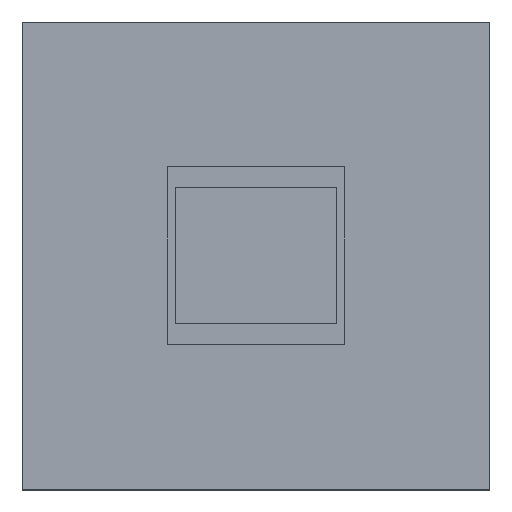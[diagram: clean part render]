
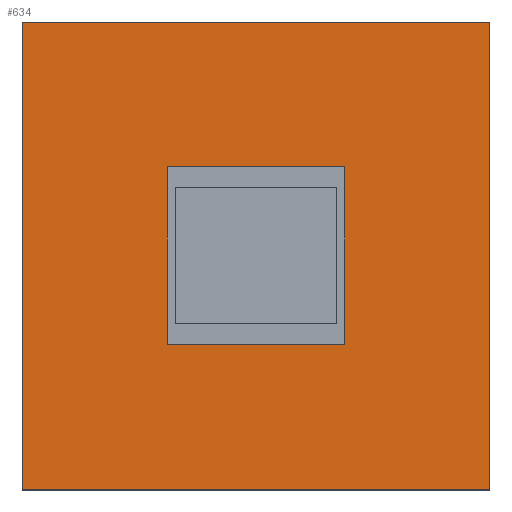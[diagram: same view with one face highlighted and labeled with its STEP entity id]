
A CAD part, top view. The second image highlights one B-rep face of the part: STEP entity #634.
In plain terms, the highlighted planar face has unit normal (0, 0, 1).
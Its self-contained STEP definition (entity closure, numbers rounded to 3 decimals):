
#1 = CARTESIAN_POINT ( 'NONE',  ( -50., -50., 3. ) ) ;
#17 = CARTESIAN_POINT ( 'NONE',  ( 19., 19., 3. ) ) ;
#18 = VERTEX_POINT ( 'NONE', #112 ) ;
#23 = EDGE_CURVE ( 'NONE', #354, #647, #480, .T. ) ;
#25 = ORIENTED_EDGE ( 'NONE', *, *, #700, .F. ) ;
#55 = VERTEX_POINT ( 'NONE', #630 ) ;
#64 = LINE ( 'NONE', #1, #668 ) ;
#69 = DIRECTION ( 'NONE',  ( 1., 0., 0. ) ) ;
#100 = DIRECTION ( 'NONE',  ( 0., 0., 1. ) ) ;
#108 = VERTEX_POINT ( 'NONE', #302 ) ;
#111 = ORIENTED_EDGE ( 'NONE', *, *, #134, .T. ) ;
#112 = CARTESIAN_POINT ( 'NONE',  ( -19., -19., 3. ) ) ;
#119 = PLANE ( 'NONE',  #763 ) ;
#127 = CARTESIAN_POINT ( 'NONE',  ( -50., 50., 3. ) ) ;
#134 = EDGE_CURVE ( 'NONE', #294, #354, #185, .T. ) ;
#143 = LINE ( 'NONE', #649, #547 ) ;
#147 = DIRECTION ( 'NONE',  ( -1., 0., 0. ) ) ;
#172 = FACE_BOUND ( 'NONE', #711, .T. ) ;
#182 = CARTESIAN_POINT ( 'NONE',  ( 50., 50., 3. ) ) ;
#185 = LINE ( 'NONE', #127, #222 ) ;
#187 = VERTEX_POINT ( 'NONE', #17 ) ;
#194 = EDGE_CURVE ( 'NONE', #108, #18, #393, .T. ) ;
#196 = LINE ( 'NONE', #199, #231 ) ;
#198 = VECTOR ( 'NONE', #226, 1000. ) ;
#199 = CARTESIAN_POINT ( 'NONE',  ( -19., -19., 3. ) ) ;
#207 = VECTOR ( 'NONE', #425, 1000. ) ;
#215 = DIRECTION ( 'NONE',  ( 0., 1., 0. ) ) ;
#222 = VECTOR ( 'NONE', #368, 1000. ) ;
#226 = DIRECTION ( 'NONE',  ( 0., -1., 0. ) ) ;
#231 = VECTOR ( 'NONE', #814, 1000. ) ;
#239 = VERTEX_POINT ( 'NONE', #726 ) ;
#294 = VERTEX_POINT ( 'NONE', #603 ) ;
#302 = CARTESIAN_POINT ( 'NONE',  ( -19., 19., 3. ) ) ;
#324 = VECTOR ( 'NONE', #215, 1000. ) ;
#327 = ORIENTED_EDGE ( 'NONE', *, *, #194, .F. ) ;
#354 = VERTEX_POINT ( 'NONE', #694 ) ;
#364 = EDGE_CURVE ( 'NONE', #647, #55, #64, .T. ) ;
#367 = CARTESIAN_POINT ( 'NONE',  ( -50., -50., 3. ) ) ;
#368 = DIRECTION ( 'NONE',  ( -1., 0., 0. ) ) ;
#393 = LINE ( 'NONE', #786, #198 ) ;
#398 = CARTESIAN_POINT ( 'NONE',  ( 19., 19., 3. ) ) ;
#402 = FACE_OUTER_BOUND ( 'NONE', #515, .T. ) ;
#412 = ORIENTED_EDGE ( 'NONE', *, *, #448, .T. ) ;
#416 = CARTESIAN_POINT ( 'NONE',  ( 0., 0., 3. ) ) ;
#418 = CARTESIAN_POINT ( 'NONE',  ( -50., 50., 3. ) ) ;
#425 = DIRECTION ( 'NONE',  ( 0., 1., 0. ) ) ;
#448 = EDGE_CURVE ( 'NONE', #55, #294, #486, .T. ) ;
#480 = LINE ( 'NONE', #418, #785 ) ;
#486 = LINE ( 'NONE', #182, #207 ) ;
#515 = EDGE_LOOP ( 'NONE', ( #412, #111, #601, #550 ) ) ;
#547 = VECTOR ( 'NONE', #147, 1000. ) ;
#550 = ORIENTED_EDGE ( 'NONE', *, *, #364, .T. ) ;
#592 = EDGE_CURVE ( 'NONE', #187, #108, #143, .T. ) ;
#597 = ORIENTED_EDGE ( 'NONE', *, *, #592, .F. ) ;
#601 = ORIENTED_EDGE ( 'NONE', *, *, #23, .T. ) ;
#603 = CARTESIAN_POINT ( 'NONE',  ( 50., 50., 3. ) ) ;
#630 = CARTESIAN_POINT ( 'NONE',  ( 50., -50., 3. ) ) ;
#634 = ADVANCED_FACE ( 'NONE', ( #172, #402 ), #119, .T. ) ;
#647 = VERTEX_POINT ( 'NONE', #367 ) ;
#649 = CARTESIAN_POINT ( 'NONE',  ( -19., 19., 3. ) ) ;
#652 = ORIENTED_EDGE ( 'NONE', *, *, #784, .F. ) ;
#668 = VECTOR ( 'NONE', #69, 1000. ) ;
#672 = DIRECTION ( 'NONE',  ( 0., -1., 0. ) ) ;
#694 = CARTESIAN_POINT ( 'NONE',  ( -50., 50., 3. ) ) ;
#700 = EDGE_CURVE ( 'NONE', #18, #239, #196, .T. ) ;
#706 = LINE ( 'NONE', #398, #324 ) ;
#711 = EDGE_LOOP ( 'NONE', ( #652, #25, #327, #597 ) ) ;
#726 = CARTESIAN_POINT ( 'NONE',  ( 19., -19., 3. ) ) ;
#738 = DIRECTION ( 'NONE',  ( 1., 0., 0. ) ) ;
#763 = AXIS2_PLACEMENT_3D ( 'NONE', #416, #100, #738 ) ;
#784 = EDGE_CURVE ( 'NONE', #239, #187, #706, .T. ) ;
#785 = VECTOR ( 'NONE', #672, 1000. ) ;
#786 = CARTESIAN_POINT ( 'NONE',  ( -19., 19., 3. ) ) ;
#814 = DIRECTION ( 'NONE',  ( 1., 0., 0. ) ) ;
